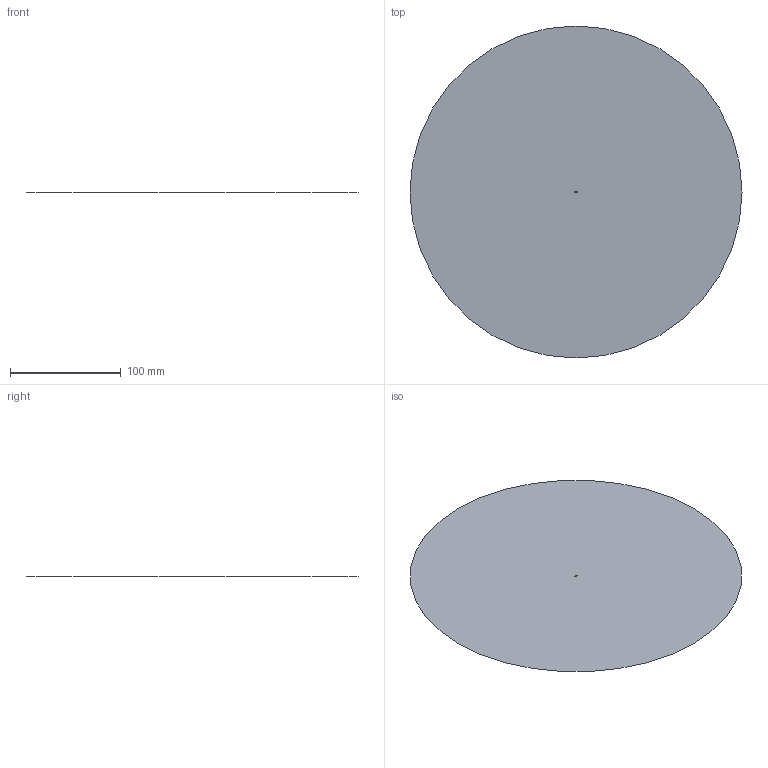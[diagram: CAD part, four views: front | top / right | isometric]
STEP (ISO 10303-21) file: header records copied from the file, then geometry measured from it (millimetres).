
FILE_DESCRIPTION(('FreeCAD Model'),'2;1');
FILE_NAME('Open CASCADE Shape Model','2023-09-19T20:10:34',(''),(''), 'Open CASCADE STEP processor 7.6','FreeCAD','Unknown');
FILE_SCHEMA(('AUTOMOTIVE_DESIGN { 1 0 10303 214 1 1 1 1 }'));
Length unit declared in the file: millimetre
Products named in the file (11): three_wires_ribbon; solid_wire_000; Conductor_0; Dielectric_0; solid_wire_001; Conductor_001; Dielectric_001; solid_wire_002; Conductor_002; Dielectric_002; OpenBoundary_0
Assembly tree (10 placements, depth 3):
  three_wires_ribbon
    solid_wire_000
      Conductor_0
      Dielectric_0
    solid_wire_001
      Conductor_001
      Dielectric_001
    solid_wire_002
      Conductor_002
      Dielectric_002
    OpenBoundary_0
Bounding box: 300 x 300 x 0 mm (x, y, z)
Surface area: 70688 mm2 (no closed solid volume)
Topology: 0 solids, 7 shells, 7 faces, 7 edges, 7 vertices
Faces by surface type: plane 7
Entity records: 458 total; most frequent: DIRECTION 57, CARTESIAN_POINT 39, AXIS2_PLACEMENT_3D 25, PRODUCT_DEFINITION_SHAPE 21, CIRCLE 14, SHAPE_DEFINITION_REPRESENTATION 11, PRODUCT_DEFINITION 11, PRODUCT_DEFINITION_FORMATION 11
